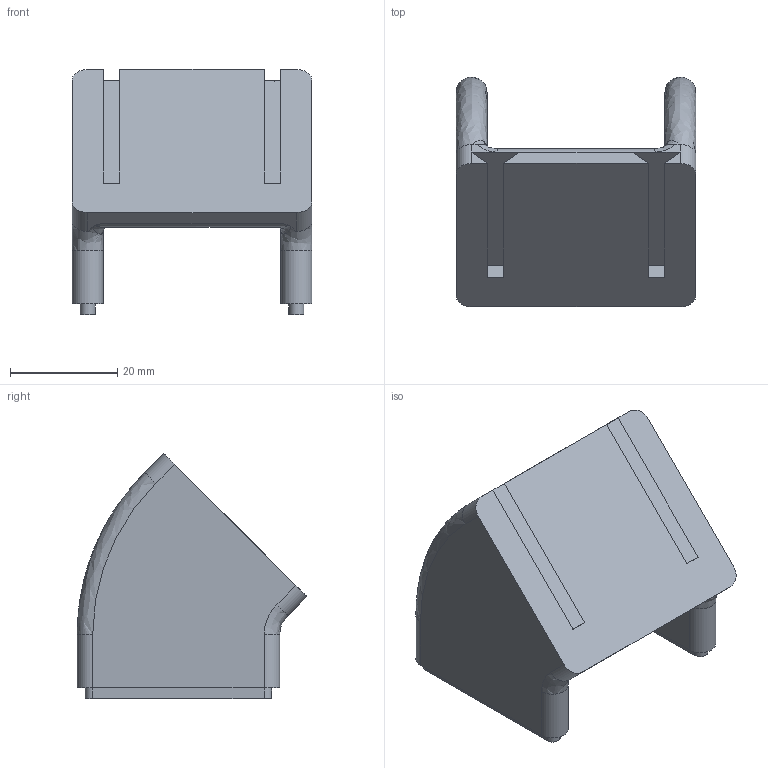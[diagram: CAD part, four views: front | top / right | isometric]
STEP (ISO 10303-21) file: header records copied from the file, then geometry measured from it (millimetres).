
FILE_DESCRIPTION(/* description */ (''),/* implementation_level */ '2;1');
FILE_NAME(/* name */ 'MKS TS35 Case bracket.stp',/* time_stamp */ '2024-05-11T13:26:06+02:00',/* author */ ('bjoer'),/* organization */ (''),/* preprocessor_version */ 'ST-DEVELOPER v19.2',/* originating_system */ 'Autodesk Inventor 2024',/* authorisation */ '');
FILE_SCHEMA (('AUTOMOTIVE_DESIGN { 1 0 10303 214 3 1 1 }'));
Length unit declared in the file: millimetre
Products named in the file (1): MKS TS35 Case bracket
Bounding box: 44.8 x 42.88 x 45.77 mm (x, y, z)
Volume: 19938.5 mm3; surface area: 9946.6 mm2
Topology: 1 solids, 1 shells, 60 faces, 152 edges, 94 vertices
Faces by surface type: plane 28, cylinder 16, bspline 16
Entity records: 2487 total; most frequent: CARTESIAN_POINT 1083, ORIENTED_EDGE 300, DIRECTION 256, EDGE_CURVE 150, VERTEX_POINT 94, AXIS2_PLACEMENT_3D 89, LINE 78, VECTOR 78
